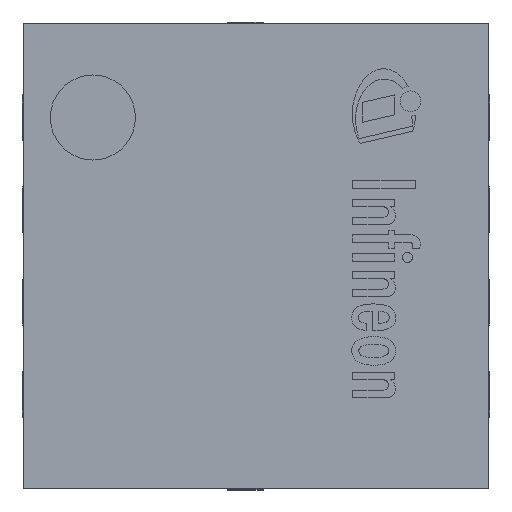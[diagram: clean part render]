
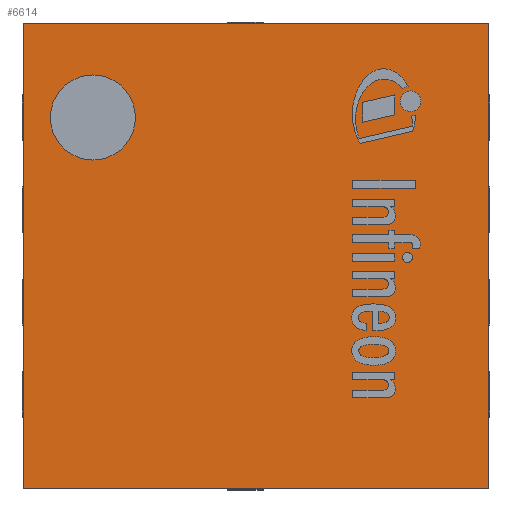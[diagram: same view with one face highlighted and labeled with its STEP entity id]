
A CAD part, top view. The second image highlights one B-rep face of the part: STEP entity #6614.
In plain terms, the highlighted planar face has unit normal (0, 0, 1).
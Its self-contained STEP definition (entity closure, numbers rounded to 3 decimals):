
#56=FACE_BOUND('',#777,.T.);
#157=PLANE('',#7044);
#404=FACE_OUTER_BOUND('',#776,.T.);
#776=EDGE_LOOP('',(#4838,#4839,#4840,#4841));
#777=EDGE_LOOP('',(#4842));
#1079=LINE('',#9667,#1774);
#1115=LINE('',#9781,#1810);
#1256=LINE('',#10093,#1951);
#1258=LINE('',#10096,#1953);
#1774=VECTOR('',#7620,1.);
#1810=VECTOR('',#7720,1.);
#1951=VECTOR('',#8011,1.);
#1953=VECTOR('',#8015,1.);
#2469=CIRCLE('',#6933,0.3);
#2741=VERTEX_POINT('',#9660);
#2742=VERTEX_POINT('',#9665);
#2743=VERTEX_POINT('',#9666);
#2789=VERTEX_POINT('',#9780);
#2885=VERTEX_POINT('',#10092);
#3408=EDGE_CURVE('',#2741,#2741,#2469,.T.);
#3409=EDGE_CURVE('',#2742,#2743,#1079,.T.);
#3464=EDGE_CURVE('',#2789,#2742,#1115,.T.);
#3622=EDGE_CURVE('',#2743,#2885,#1256,.T.);
#3624=EDGE_CURVE('',#2885,#2789,#1258,.T.);
#4838=ORIENTED_EDGE('',*,*,#3622,.T.);
#4839=ORIENTED_EDGE('',*,*,#3624,.T.);
#4840=ORIENTED_EDGE('',*,*,#3464,.T.);
#4841=ORIENTED_EDGE('',*,*,#3409,.T.);
#4842=ORIENTED_EDGE('',*,*,#3408,.T.);
#6614=ADVANCED_FACE('',(#404,#56),#157,.F.);
#6933=AXIS2_PLACEMENT_3D('',#9662,#7614,#7615);
#7044=AXIS2_PLACEMENT_3D('',#10097,#8016,#8017);
#7614=DIRECTION('center_axis',(0.,0.,-1.));
#7615=DIRECTION('ref_axis',(0.,1.,0.));
#7620=DIRECTION('',(1.,0.,0.));
#7720=DIRECTION('',(0.,-1.,0.));
#8011=DIRECTION('',(0.,1.,0.));
#8015=DIRECTION('',(-1.,0.,0.));
#8016=DIRECTION('center_axis',(0.,0.,-1.));
#8017=DIRECTION('ref_axis',(0.,1.,0.));
#9660=CARTESIAN_POINT('',(-1.15,0.675,1.));
#9662=CARTESIAN_POINT('Origin',(-1.15,0.975,1.));
#9665=CARTESIAN_POINT('',(-1.64,-1.64,1.));
#9666=CARTESIAN_POINT('',(1.64,-1.64,1.));
#9667=CARTESIAN_POINT('',(0.82,-1.64,1.));
#9780=CARTESIAN_POINT('',(-1.64,1.64,1.));
#9781=CARTESIAN_POINT('',(-1.64,-0.82,1.));
#10092=CARTESIAN_POINT('',(1.64,1.64,1.));
#10093=CARTESIAN_POINT('',(1.64,0.82,1.));
#10096=CARTESIAN_POINT('',(-0.82,1.64,1.));
#10097=CARTESIAN_POINT('Origin',(0.,0.,
1.));
